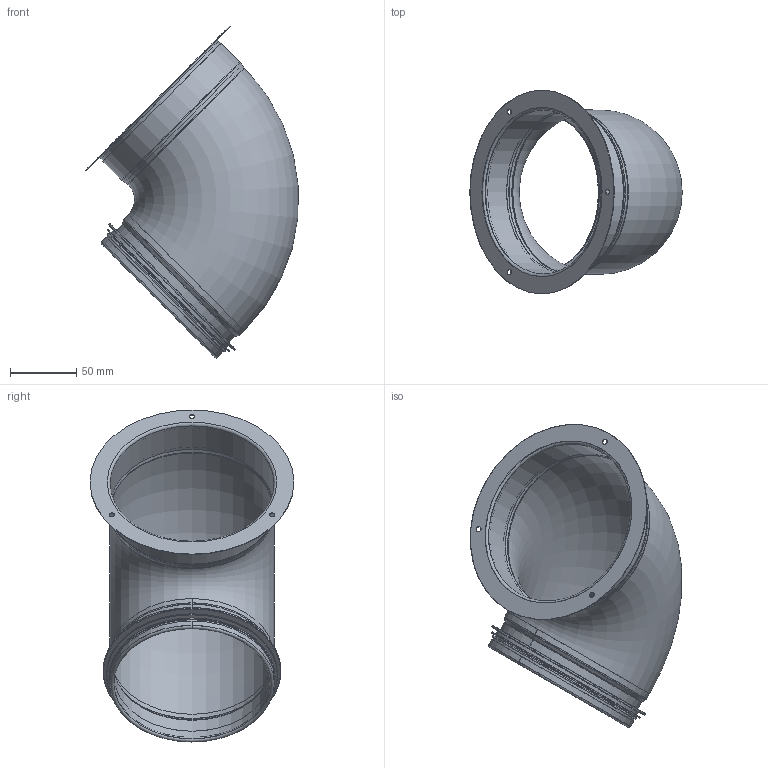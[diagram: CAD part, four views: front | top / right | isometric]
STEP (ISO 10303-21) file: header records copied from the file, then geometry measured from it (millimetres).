
FILE_DESCRIPTION((''),'2;1');
FILE_NAME('HIBV-125.stp','2014-03-07T08:17:34',(''),(''),'Autodesk Inventor 2013','Autodesk Inventor 2013','');
FILE_SCHEMA(('AUTOMOTIVE_DESIGN { 1 2 10303 214 0 1 1 1 }'));
Length unit declared in the file: millimetre
Products named in the file (7): HIBV-125; DI10004; HIBKMRörämne-125; StosRörämne-125; HIBKMRörämnesdel-125; 999004; Ventilram-125
Assembly tree (6 placements, depth 4):
  HIBV-125
    DI10004
      HIBKMRörämne-125
        StosRörämne-125
        HIBKMRörämnesdel-125
      999004
    Ventilram-125
Bounding box: 160.51 x 154 x 250.79 mm (x, y, z)
Volume: 57527 mm3; surface area: 198261.8 mm2
Topology: 4 solids, 4 shells, 80 faces, 157 edges, 89 vertices
Faces by surface type: plane 30, torus 22, cylinder 20, cone 8
Full cylindrical faces by diameter (mm): 4 x3, 118.25 x1, 119.25 x1, 120.45 x1, 123.05 x5, 124 x1, 124.05 x2, 125 x1, 125.25 x1, 126.25 x1, 129.45 x1, 134.45 x1, 154 x1
Entity records: 2150 total; most frequent: DIRECTION 388, CARTESIAN_POINT 299, ORIENTED_EDGE 242, AXIS2_PLACEMENT_3D 174, EDGE_LOOP 128, EDGE_CURVE 121, VERTEX_POINT 85, STYLED_ITEM 82
